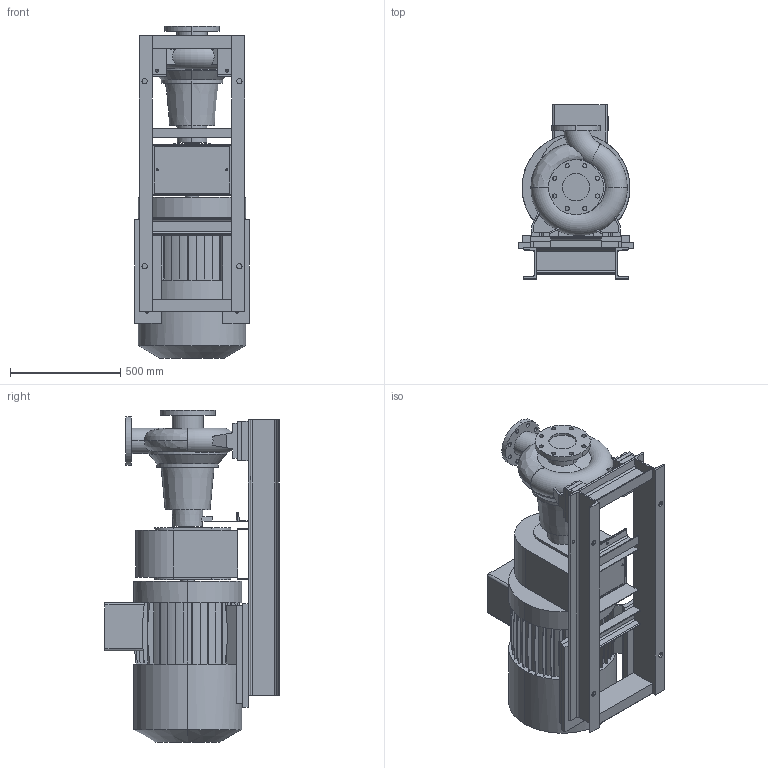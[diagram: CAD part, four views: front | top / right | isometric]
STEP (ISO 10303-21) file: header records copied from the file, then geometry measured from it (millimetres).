
FILE_DESCRIPTION (( 'STEP AP203' ), '1' );
FILE_NAME ('10018148swa00.step', '2023-07-07T12:07:02', ( '' ), ( '' ), 'SwSTEP 2.0', 'SolidWorks 2020', '' );
FILE_SCHEMA (( 'CONFIG_CONTROL_DESIGN' ));
Length unit declared in the file: millimetre
Products named in the file (5): 10018072swp00_250M 2; 10018148swa00; 10018097swp00_MCG 25 N 100-250 250 M2; 10017783swp00_100-250; 90.328.06swp02_LAVORATO<A macchina>
Assembly tree (4 placements, depth 2):
  10018148swa00
    10017783swp00_100-250
    10018097swp00_MCG 25 N 100-250 250 M2
    10018072swp00_250M 2
    90.328.06swp02_LAVORATO<A macchina>
Bounding box: 520 x 790 x 1507 mm (x, y, z)
Volume: 211690529.5 mm3; surface area: 6375724.2 mm2
Topology: 20 solids, 20 shells, 667 faces, 1814 edges, 1203 vertices
Faces by surface type: plane 462, cylinder 188, cone 10, torus 5, bspline 2
Entity records: 23167 total; most frequent: CARTESIAN_POINT 5416, ORIENTED_EDGE 3628, DIRECTION 3487, EDGE_CURVE 1814, LINE 1357, VECTOR 1357, VERTEX_POINT 1203, AXIS2_PLACEMENT_3D 1065
